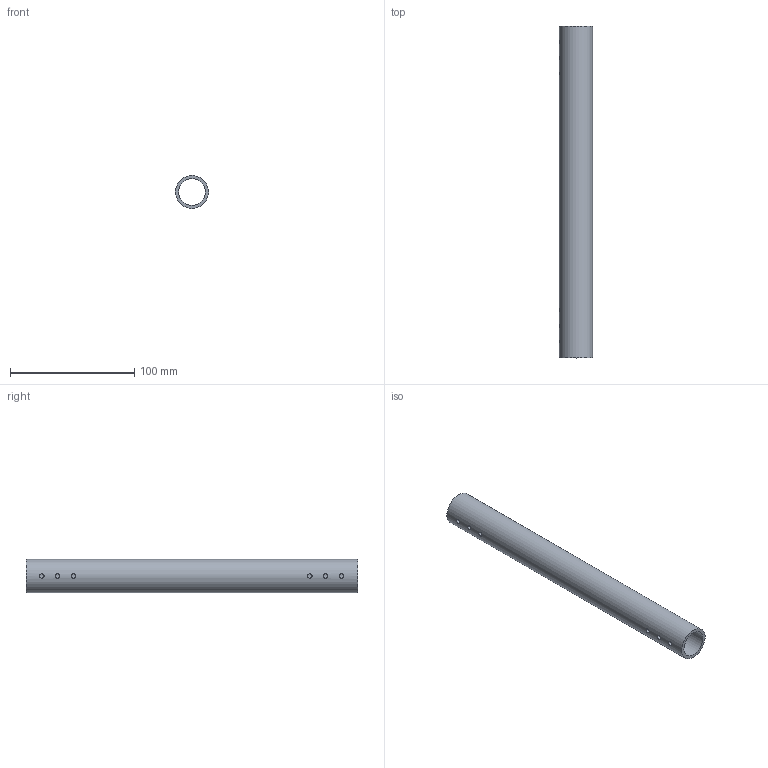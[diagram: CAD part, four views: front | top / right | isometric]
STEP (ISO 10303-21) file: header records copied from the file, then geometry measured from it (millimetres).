
FILE_DESCRIPTION(/* description */ (''),/* implementation_level */ '2;1');
FILE_NAME(/* name */ 'Pipe Diverter.ipt.stp',/* time_stamp */ '2014-12-18T16:48:37-08:00',/* author */ ('Autodesk Inc.'),/* organization */ ('Autodesk Inc.'),/* preprocessor_version */ 'ST-DEVELOPER v15.6',/* originating_system */ 'Autodesk Inventor 2015',/* authorisation */ '');
FILE_SCHEMA (('AUTOMOTIVE_DESIGN { 1 0 10303 214 3 1 1 }'));
Length unit declared in the file: inch
Products named in the file (1): Pipe Diverter
Bounding box: 26.67 x 266.7 x 26.67 mm (x, y, z)
Volume: 51201 mm3; surface area: 40872.1 mm2
Topology: 1 solids, 1 shells, 10 faces, 36 edges, 28 vertices
Faces by surface type: cylinder 8, plane 2
Full cylindrical faces by diameter (mm): 3.556 x6, 21.59 x1, 26.67 x1
Entity records: 793 total; most frequent: CARTESIAN_POINT 487, ORIENTED_EDGE 56, EDGE_LOOP 32, DIRECTION 30, VERTEX_POINT 28, EDGE_CURVE 28, B_SPLINE_CURVE_WITH_KNOTS 24, FACE_BOUND 22
